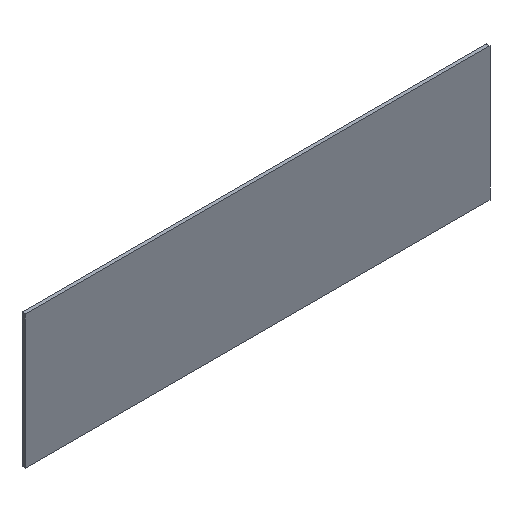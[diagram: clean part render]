
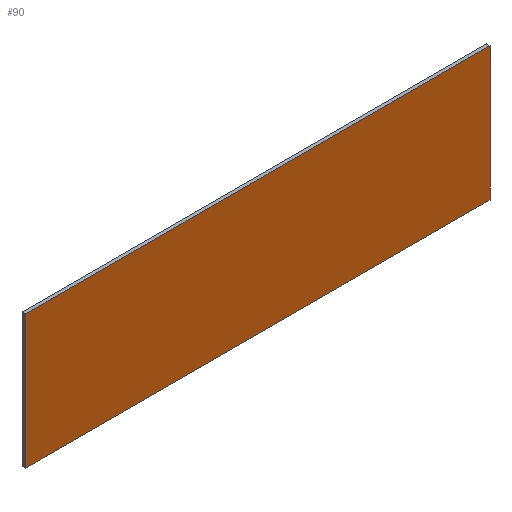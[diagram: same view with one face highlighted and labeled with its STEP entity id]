
A CAD part, isometric view. The second image highlights one B-rep face of the part: STEP entity #90.
In plain terms, the highlighted planar face has unit normal (0, -1, 0).
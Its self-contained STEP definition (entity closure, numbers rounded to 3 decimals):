
#6 = CARTESIAN_POINT ( 'NONE',  ( -800., 0., 230. ) ) ;
#7 = VECTOR ( 'NONE', #195, 1000. ) ;
#9 = CARTESIAN_POINT ( 'NONE',  ( 800., 0., -230. ) ) ;
#14 = VECTOR ( 'NONE', #145, 1000. ) ;
#18 = CARTESIAN_POINT ( 'NONE',  ( -800., 0., -230. ) ) ;
#45 = EDGE_CURVE ( 'NONE', #46, #138, #100, .T. ) ;
#46 = VERTEX_POINT ( 'NONE', #18 ) ;
#47 = CARTESIAN_POINT ( 'NONE',  ( 0., 0., 0. ) ) ;
#55 = ORIENTED_EDGE ( 'NONE', *, *, #45, .F. ) ;
#57 = DIRECTION ( 'NONE',  ( 0., 0., -1. ) ) ;
#58 = VECTOR ( 'NONE', #57, 1000. ) ;
#60 = DIRECTION ( 'NONE',  ( 0., 0., -1. ) ) ;
#67 = EDGE_CURVE ( 'NONE', #111, #157, #81, .T. ) ;
#77 = PLANE ( 'NONE',  #162 ) ;
#81 = LINE ( 'NONE', #161, #58 ) ;
#90 = ADVANCED_FACE ( 'NONE', ( #191 ), #77, .T. ) ;
#97 = CARTESIAN_POINT ( 'NONE',  ( 800., 0., 230. ) ) ;
#100 = LINE ( 'NONE', #6, #14 ) ;
#101 = CARTESIAN_POINT ( 'NONE',  ( -800., 0., 230. ) ) ;
#105 = LINE ( 'NONE', #118, #7 ) ;
#111 = VERTEX_POINT ( 'NONE', #97 ) ;
#118 = CARTESIAN_POINT ( 'NONE',  ( -800., 0., -230. ) ) ;
#122 = EDGE_CURVE ( 'NONE', #138, #111, #165, .T. ) ;
#125 = EDGE_LOOP ( 'NONE', ( #202, #175, #55, #188 ) ) ;
#127 = DIRECTION ( 'NONE',  ( 0., -1., 0. ) ) ;
#138 = VERTEX_POINT ( 'NONE', #101 ) ;
#145 = DIRECTION ( 'NONE',  ( 0., 0., 1. ) ) ;
#151 = EDGE_CURVE ( 'NONE', #157, #46, #105, .T. ) ;
#157 = VERTEX_POINT ( 'NONE', #9 ) ;
#161 = CARTESIAN_POINT ( 'NONE',  ( 800., 0., 230. ) ) ;
#162 = AXIS2_PLACEMENT_3D ( 'NONE', #47, #127, #60 ) ;
#165 = LINE ( 'NONE', #189, #182 ) ;
#175 = ORIENTED_EDGE ( 'NONE', *, *, #122, .F. ) ;
#177 = DIRECTION ( 'NONE',  ( 1., 0., 0. ) ) ;
#182 = VECTOR ( 'NONE', #177, 1000. ) ;
#188 = ORIENTED_EDGE ( 'NONE', *, *, #151, .F. ) ;
#189 = CARTESIAN_POINT ( 'NONE',  ( -800., 0., 230. ) ) ;
#191 = FACE_OUTER_BOUND ( 'NONE', #125, .T. ) ;
#195 = DIRECTION ( 'NONE',  ( -1., 0., 0. ) ) ;
#202 = ORIENTED_EDGE ( 'NONE', *, *, #67, .F. ) ;
